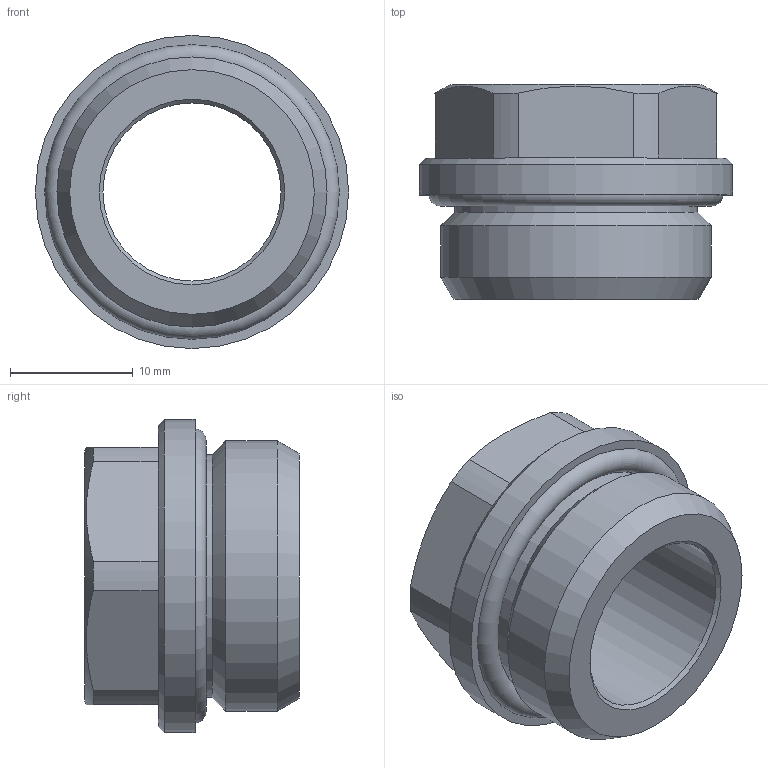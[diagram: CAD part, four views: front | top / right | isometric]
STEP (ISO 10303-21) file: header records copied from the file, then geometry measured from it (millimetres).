
FILE_DESCRIPTION(( 'RAF.15.M16X1.5.M22X1.5.stp' ), '1');
FILE_NAME( 'RAF.15.M16X1.5.M22X1.5.stp', '2021-02-19T15:58:33',( 'Sopra'),('sopra-pneumatic.com'), 'SwSTEP 2.0','SolidWorks 2009','' );
FILE_SCHEMA( ( 'CONFIG_CONTROL_DESIGN' ) );
Length unit declared in the file: millimetre
Products named in the file (1): Rivoluzione1
Bounding box: 25.5 x 17.5 x 25.5 mm (x, y, z)
Volume: 3970.4 mm3; surface area: 2754 mm2
Topology: 1 solids, 1 shells, 28 faces, 65 edges, 42 vertices
Faces by surface type: plane 11, cylinder 10, cone 6, torus 1
Full cylindrical faces by diameter (mm): 14.5 x1, 19.8 x1, 22 x1, 25.5 x1
Entity records: 820 total; most frequent: CARTESIAN_POINT 171, DIRECTION 130, ORIENTED_EDGE 106, AXIS2_PLACEMENT_3D 56, EDGE_CURVE 53, EDGE_LOOP 44, VERTEX_POINT 41, FACE_OUTER_BOUND 33
